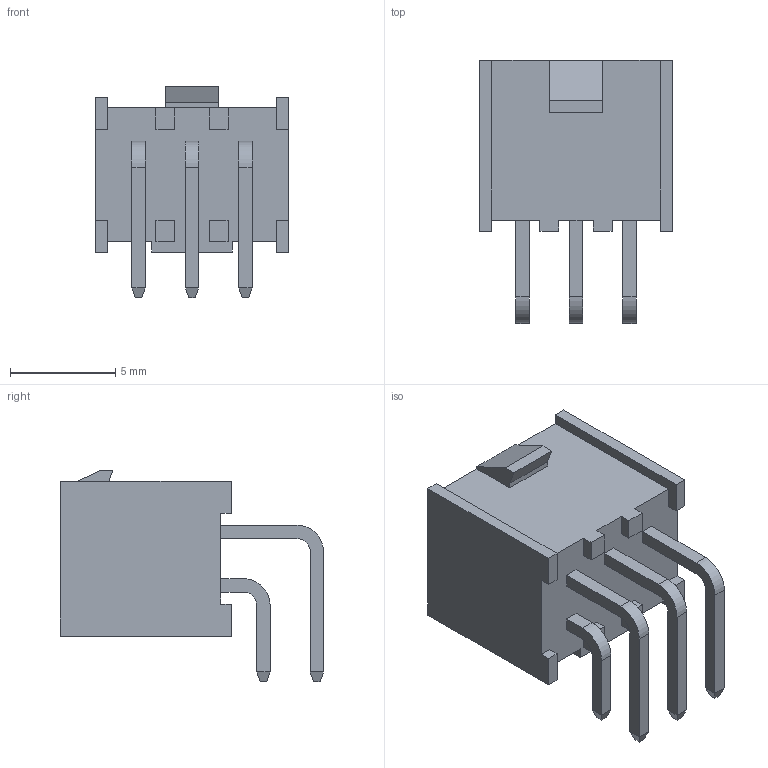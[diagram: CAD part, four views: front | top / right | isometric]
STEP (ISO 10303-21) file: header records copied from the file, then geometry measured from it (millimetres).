
FILE_DESCRIPTION (( 'STEP AP203' ), '1' );
FILE_NAME ('IPL1-103-01-X-D-RA-K.step', '2013-04-29T12:43:39', ( 'Test' ), ( 'SAMTEC' ), 'SwSTEP 2.0', 'SolidWorks 2012', '' );
FILE_SCHEMA (( 'CONFIG_CONTROL_DESIGN' ));
Length unit declared in the file: inch
Products named in the file (1): IPL1-103-01-X-D-RA-K
Bounding box: 9.14 x 12.51 x 10.03 mm (x, y, z)
Volume: 282.2 mm3; surface area: 940.6 mm2
Topology: 1 solids, 1 shells, 233 faces, 600 edges, 384 vertices
Faces by surface type: plane 221, cylinder 12
Entity records: 6973 total; most frequent: CARTESIAN_POINT 1218, ORIENTED_EDGE 1200, DIRECTION 1092, EDGE_CURVE 600, VECTOR 576, LINE 576, VERTEX_POINT 384, AXIS2_PLACEMENT_3D 258
